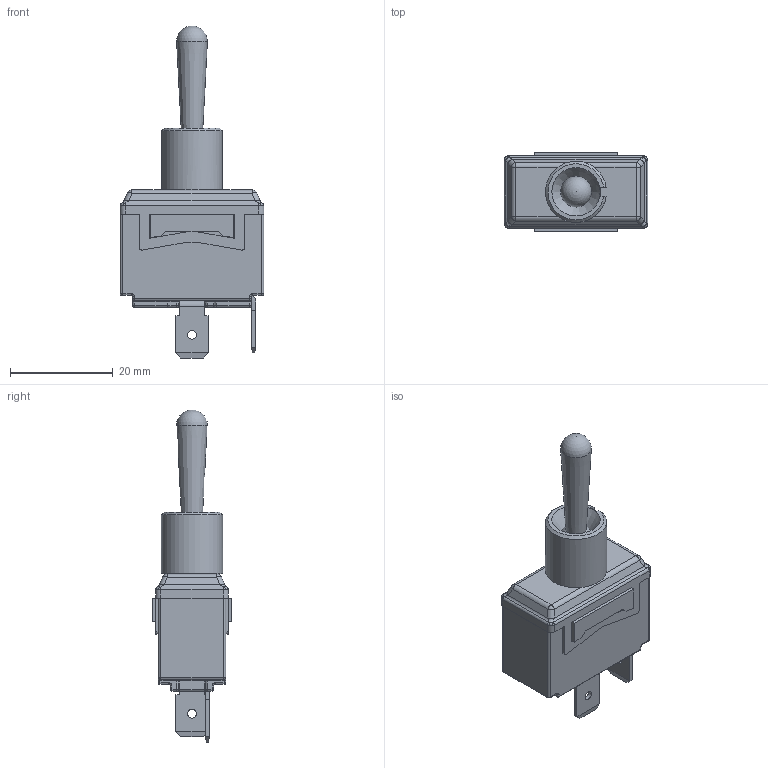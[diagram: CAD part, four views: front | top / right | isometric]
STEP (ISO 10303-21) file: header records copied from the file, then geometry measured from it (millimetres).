
FILE_DESCRIPTION(/* description */ (''),/* implementation_level */ '2;1');
FILE_NAME(/* name */ 'ST144D0x.stp',/* time_stamp */ '2026-01-19T13:34:33-06:00',/* author */ ('jmeyers'),/* organization */ (''),/* preprocessor_version */ 'ST-DEVELOPER v18.1',/* originating_system */ 'Autodesk Inventor 2022',/* authorisation */ '');
FILE_SCHEMA (('AUTOMOTIVE_DESIGN { 1 0 10303 214 3 1 1 }'));
Length unit declared in the file: inch
Products named in the file (1): Part22
Bounding box: 28 x 15.5 x 64.6 mm (x, y, z)
Volume: 9657 mm3; surface area: 4011.3 mm2
Topology: 1 solids, 4 shells, 382 faces, 919 edges, 551 vertices
Faces by surface type: plane 146, cylinder 121, bspline 51, sphere 30, torus 27, cone 7
Full cylindrical faces by diameter (mm): 1.7 x2, 2 x2, 5.4 x1
Entity records: 11585 total; most frequent: CARTESIAN_POINT 2815, ORIENTED_EDGE 1828, DIRECTION 1804, EDGE_CURVE 914, AXIS2_PLACEMENT_3D 648, VERTEX_POINT 551, LINE 508, VECTOR 508
